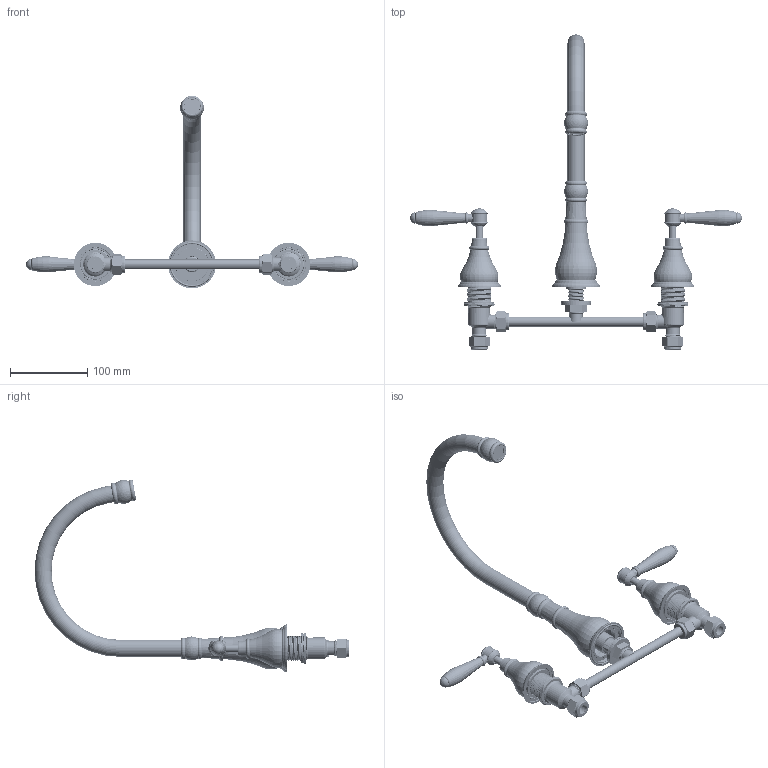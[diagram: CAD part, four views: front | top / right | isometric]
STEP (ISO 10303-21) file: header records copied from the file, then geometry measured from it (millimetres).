
FILE_DESCRIPTION (( 'STEP AP203' ), '1' );
FILE_NAME ('MV1014LCHP.STEP', '2020-02-26T07:10:39', ( 'Windows 蚚誧' ), ( '' ), 'SwSTEP 2.0', 'SolidWorks 2019', '' );
FILE_SCHEMA (( 'CONFIG_CONTROL_DESIGN' ));
Length unit declared in the file: millimetre
Products named in the file (50): MV22堤阨奪蟀諉璃; 175忒梟裝簽; MV堤阨諳; 40X32X1.5呿蹋菜え; M16X1 22奪爾諉簽; MV堤阨諳ㄗ郪ㄘ; 28.5X22.5X1.5綻祧菜え; MV双把面盆钟罩组件; 7x1.5 O型圈; 220報滇豜肣諉奪郪; 110快开插齿G58阀芯（30.5阀盖）; 175枎棟忒梟裝; 臟賙M21.5X1堤阨厙; MV1014LCHP; 22報滇埴俔ㄗ爾諉ㄘ; MV插齿陶瓷一字手轮;     M70ZS02C     MV醱髓堤阨奪釱; 囀鞠褒潑芛蹟佪M5x12 (G12090G00); M4x5 囀鞠褒す傷蹟佪;    M70ZS01C     MV醱髓笘欶蚾庉簽; MV邧參珨趼忒謫釱;    M70ZS00C     MV醱髓笘欶 ; 双把110快开厨房主体组陶瓷杆; M05001P00  呿蹋縐杶; MV三通面盆底帽; G03008C00   概极匐褒簽; G03009C00  邧參鞠褒簽; G1-2報滇酗諉芛; 邧參報滇翋极郪; 175忒梟蟀諉裝; 5-8辦羲概郋-110酗; Z19021D00  邧參翋极; 22報滇埴俔爾諉奪; 邧參醱髓褒概郪; 辦羲30.5坶踡蹟譫; 双把手紫铜管（12.7X0.8X220); MV22堤阨奪蟀諉璃ㄗ郪ㄘ; G03097P00   呿蹋鞠褒簽; 175忒梟裝芛; M16x1 22奪爾諉芛 ...
Assembly tree (74 placements, depth 5):
  MV1014LCHP
    双把110快开厨房主体组陶瓷杆
      邧參報滇翋极郪
        邧參醱髓褒概郪
          Z19021D00  邧參翋极
          G03008C00   概极匐褒簽  x2
          40X32X1.5呿蹋菜え  x2
          G03009C00  邧參鞠褒簽  x2
          M05001P00  呿蹋縐杶  x2
        邧參醱髓褒概郪
          Z19021D00  邧參翋极
          G03008C00   概极匐褒簽  x2
          40X32X1.5呿蹋菜え  x2
          G03009C00  邧參鞠褒簽  x2
          M05001P00  呿蹋縐杶  x2
        220報滇豜肣諉奪郪
          双把手紫铜管（12.7X0.8X220)
          双把手紫铜管焊接头（G1-2H49)
        G03097P00   呿蹋鞠褒簽
        菜え
      110快开插齿G58阀芯（30.5阀盖）
        5-8辦羲概郋-110酗
        辦羲30.5坶踡蹟譫
        28.5X22.5X1.5綻祧菜え
      110快开插齿G58阀芯（30.5阀盖）
        5-8辦羲概郋-110酗
        辦羲30.5坶踡蹟譫
        28.5X22.5X1.5綻祧菜え
      MV双把面盆钟罩组件
           M70ZS00C     MV醱髓笘欶 
           M70ZS01C     MV醱髓笘欶蚾庉簽
      MV双把面盆钟罩组件
           M70ZS00C     MV醱髓笘欶 
           M70ZS01C     MV醱髓笘欶蚾庉簽
      MV插齿陶瓷一字手轮
        MV邧參珨趼忒謫釱
        囀鞠褒潑芛蹟佪M5x12 (G12090G00)
        175忒梟裝芛
        175忒梟蟀諉裝
        175枎棟忒梟裝
        175忒梟裝簽
        7x1.5 O型圈
      MV插齿陶瓷一字手轮
        MV邧參珨趼忒謫釱
        囀鞠褒潑芛蹟佪M5x12 (G12090G00)
        175忒梟裝芛
        175忒梟蟀諉裝
        175枎棟忒梟裝
        175忒梟裝簽
        7x1.5 O型圈
    邧參報滇奪釱郪
          M70ZS02C     MV醱髓堤阨奪釱
      MV三通面盆底帽
      G1-2報滇酗諉芛
      M4x5 囀鞠褒す傷蹟佪
      58x2.5 O型圈 - UA70MV三通底帽
    MV1014ACH
      MV堤阨諳ㄗ郪ㄘ
        MV堤阨諳
        臟賙M21.5X1堤阨厙
Bounding box: 429 x 407.01 x 249.11 mm (x, y, z)
Volume: 315708.8 mm3; surface area: 288325.9 mm2
Topology: 58 solids, 58 shells, 2762 faces, 7251 edges, 4696 vertices
Faces by surface type: cylinder 1331, plane 598, cone 405, bspline 210, torus 198, sphere 20
Entity records: 115894 total; most frequent: CARTESIAN_POINT 74078, ORIENTED_EDGE 8318, DIRECTION 6835, EDGE_CURVE 4159, AXIS2_PLACEMENT_3D 2757, VERTEX_POINT 2699, EDGE_LOOP 1734, FACE_OUTER_BOUND 1600
